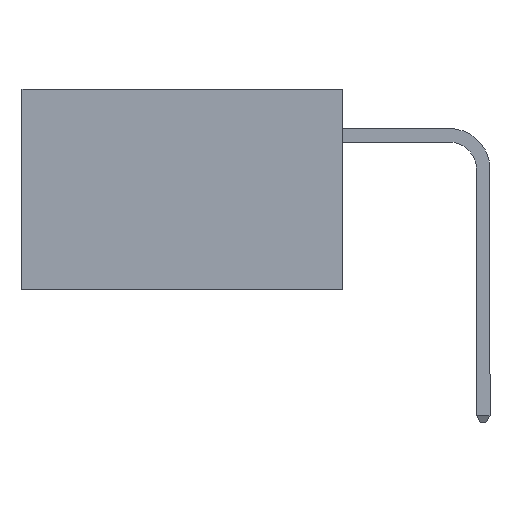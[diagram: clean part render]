
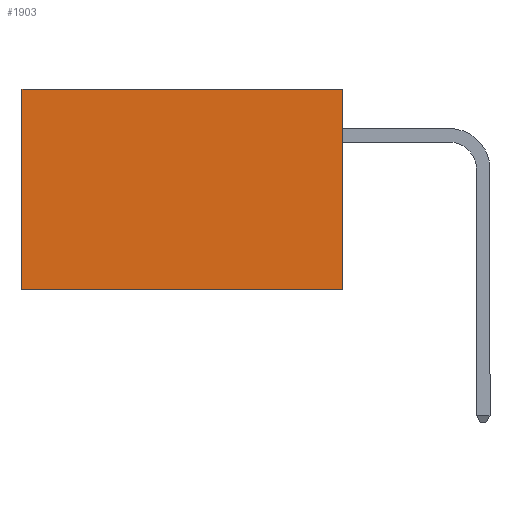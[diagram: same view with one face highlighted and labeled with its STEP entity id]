
A CAD part, left-side view. The second image highlights one B-rep face of the part: STEP entity #1903.
In plain terms, the highlighted planar face has unit normal (-1, 0, 0).
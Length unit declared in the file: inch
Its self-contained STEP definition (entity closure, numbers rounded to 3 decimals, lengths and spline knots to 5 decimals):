
#14 = DIRECTION ( 'NONE',  ( 0., 0., -1. ) ) ;
#631 = VECTOR ( 'NONE', #3224, 39.37008 ) ;
#1059 = ORIENTED_EDGE ( 'NONE', *, *, #10652, .F. ) ;
#1903 = ADVANCED_FACE ( 'NONE', ( #6002 ), #6852, .F. ) ;
#3029 = DIRECTION ( 'NONE',  ( 1., 0., 0. ) ) ;
#3058 = CARTESIAN_POINT ( 'NONE',  ( 0.277, 0.59, 0. ) ) ;
#3121 = CARTESIAN_POINT ( 'NONE',  ( 0.277, 0., -0.37 ) ) ;
#3224 = DIRECTION ( 'NONE',  ( 0., 1., 0. ) ) ;
#3363 = VECTOR ( 'NONE', #4487, 39.37008 ) ;
#3401 = CARTESIAN_POINT ( 'NONE',  ( 0.277, 0., 0. ) ) ;
#3479 = EDGE_CURVE ( 'NONE', #6881, #8012, #9278, .T. ) ;
#3652 = CARTESIAN_POINT ( 'NONE',  ( 0.277, 0., -0.37 ) ) ;
#3951 = AXIS2_PLACEMENT_3D ( 'NONE', #6054, #3029, #7223 ) ;
#4017 = VECTOR ( 'NONE', #14, 39.37008 ) ;
#4280 = EDGE_CURVE ( 'NONE', #6842, #8012, #10660, .T. ) ;
#4487 = DIRECTION ( 'NONE',  ( 0., 1., 0. ) ) ;
#4498 = CARTESIAN_POINT ( 'NONE',  ( 0.277, 0., 0. ) ) ;
#5291 = LINE ( 'NONE', #4498, #3363 ) ;
#5335 = CARTESIAN_POINT ( 'NONE',  ( 0.277, 0.59, -0.37 ) ) ;
#5834 = EDGE_CURVE ( 'NONE', #8914, #6842, #5291, .T. ) ;
#5897 = DIRECTION ( 'NONE',  ( 0., 0., -1. ) ) ;
#6002 = FACE_OUTER_BOUND ( 'NONE', #7625, .T. ) ;
#6054 = CARTESIAN_POINT ( 'NONE',  ( 0.277, 0., -0.37 ) ) ;
#6160 = CARTESIAN_POINT ( 'NONE',  ( 0.277, 0.59, -0.37 ) ) ;
#6517 = ORIENTED_EDGE ( 'NONE', *, *, #4280, .T. ) ;
#6842 = VERTEX_POINT ( 'NONE', #3058 ) ;
#6852 = PLANE ( 'NONE',  #3951 ) ;
#6881 = VERTEX_POINT ( 'NONE', #3652 ) ;
#7161 = ORIENTED_EDGE ( 'NONE', *, *, #5834, .T. ) ;
#7223 = DIRECTION ( 'NONE',  ( 0., 0., -1. ) ) ;
#7413 = ORIENTED_EDGE ( 'NONE', *, *, #3479, .F. ) ;
#7625 = EDGE_LOOP ( 'NONE', ( #6517, #7413, #1059, #7161 ) ) ;
#8012 = VERTEX_POINT ( 'NONE', #5335 ) ;
#8914 = VERTEX_POINT ( 'NONE', #3401 ) ;
#9278 = LINE ( 'NONE', #3121, #631 ) ;
#10083 = CARTESIAN_POINT ( 'NONE',  ( 0.277, 0., -0.37 ) ) ;
#10430 = VECTOR ( 'NONE', #5897, 39.37008 ) ;
#10535 = LINE ( 'NONE', #10083, #4017 ) ;
#10652 = EDGE_CURVE ( 'NONE', #8914, #6881, #10535, .T. ) ;
#10660 = LINE ( 'NONE', #6160, #10430 ) ;
